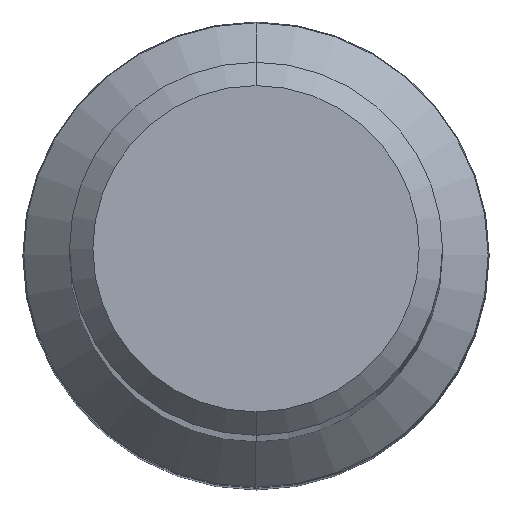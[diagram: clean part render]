
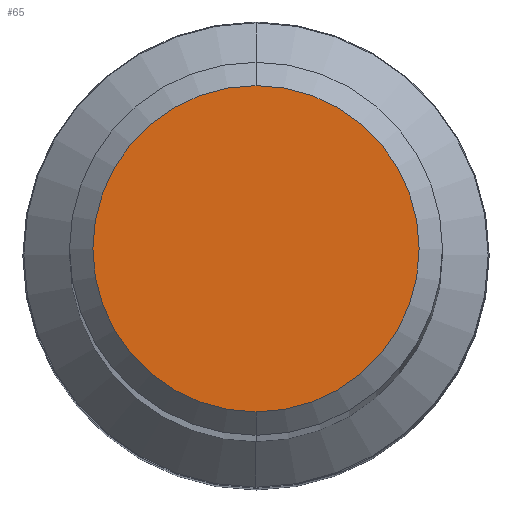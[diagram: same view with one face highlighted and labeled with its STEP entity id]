
A CAD part, top view. The second image highlights one B-rep face of the part: STEP entity #65.
In plain terms, the highlighted planar face has unit normal (0, 0, 1).
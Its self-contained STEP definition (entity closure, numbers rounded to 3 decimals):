
#51=PLANE('',#337);
#65=ADVANCED_FACE('',(#83),#51,.F.);
#83=FACE_OUTER_BOUND('',#97,.T.);
#97=EDGE_LOOP('',(#160,#161));
#112=CIRCLE('',#333,3.5);
#113=CIRCLE('',#335,3.5);
#160=ORIENTED_EDGE('',*,*,#199,.F.);
#161=ORIENTED_EDGE('',*,*,#197,.F.);
#174=VERTEX_POINT('',#542);
#175=VERTEX_POINT('',#544);
#197=EDGE_CURVE('',#174,#175,#112,.T.);
#199=EDGE_CURVE('',#175,#174,#113,.T.);
#333=AXIS2_PLACEMENT_3D('',#543,#417,#418);
#335=AXIS2_PLACEMENT_3D('',#547,#422,#423);
#337=AXIS2_PLACEMENT_3D('',#549,#426,#427);
#417=DIRECTION('',(0.,0.,-1.));
#418=DIRECTION('',(0.,-1.,0.));
#422=DIRECTION('',(0.,0.,-1.));
#423=DIRECTION('',(0.,1.,0.));
#426=DIRECTION('',(0.,0.,-1.));
#427=DIRECTION('',(0.,1.,0.));
#542=CARTESIAN_POINT('',(0.,-3.5,100.));
#543=CARTESIAN_POINT('',(0.,0.,100.));
#544=CARTESIAN_POINT('',(0.,3.5,100.));
#547=CARTESIAN_POINT('',(0.,0.,100.));
#549=CARTESIAN_POINT('',(0.,0.,100.));
